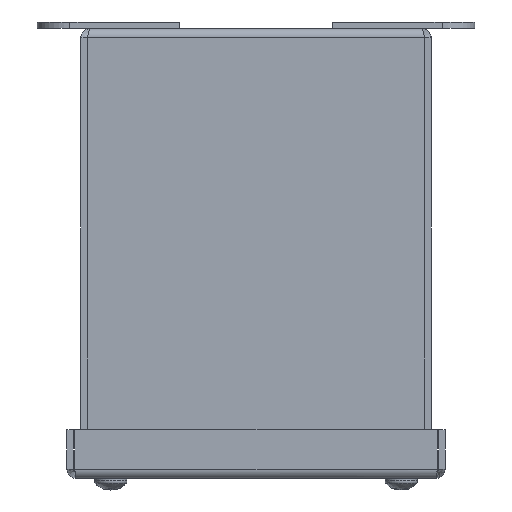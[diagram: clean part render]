
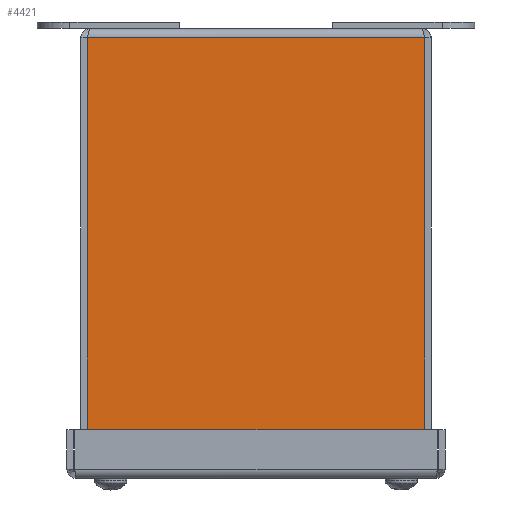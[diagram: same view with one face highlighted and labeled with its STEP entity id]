
A CAD part, left-side view. The second image highlights one B-rep face of the part: STEP entity #4421.
In plain terms, the highlighted face is planar.
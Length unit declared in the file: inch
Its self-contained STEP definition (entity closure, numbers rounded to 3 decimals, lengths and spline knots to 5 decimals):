
#648=FACE_OUTER_BOUND('',#942,.T.);
#942=EDGE_LOOP('',(#3485,#3486,#3487,#3488,#3489,#3490,#3491,#3492,#3493,
#3494,#3495,#3496));
#1272=LINE('',#7554,#1640);
#1287=LINE('',#7590,#1655);
#1290=LINE('',#7597,#1658);
#1294=LINE('',#7604,#1662);
#1296=LINE('',#7608,#1664);
#1297=LINE('',#7610,#1665);
#1298=LINE('',#7612,#1666);
#1299=LINE('',#7614,#1667);
#1300=LINE('',#7616,#1668);
#1301=LINE('',#7618,#1669);
#1302=LINE('',#7620,#1670);
#1303=LINE('',#7621,#1671);
#1640=VECTOR('',#5585,2.062);
#1655=VECTOR('',#5624,0.0002);
#1658=VECTOR('',#5629,0.03145);
#1662=VECTOR('',#5635,0.0002);
#1664=VECTOR('',#5639,0.0002);
#1665=VECTOR('',#5640,0.0002);
#1666=VECTOR('',#5641,0.03145);
#1667=VECTOR('',#5642,0.89409);
#1668=VECTOR('',#5643,4.63075);
#1669=VECTOR('',#5644,3.85059);
#1670=VECTOR('',#5645,4.63075);
#1671=VECTOR('',#5646,0.89409);
#2046=VERTEX_POINT('',#7551);
#2047=VERTEX_POINT('',#7553);
#2056=VERTEX_POINT('',#7589);
#2058=VERTEX_POINT('',#7595);
#2059=VERTEX_POINT('',#7596);
#2062=VERTEX_POINT('',#7607);
#2063=VERTEX_POINT('',#7609);
#2064=VERTEX_POINT('',#7611);
#2065=VERTEX_POINT('',#7613);
#2066=VERTEX_POINT('',#7615);
#2067=VERTEX_POINT('',#7617);
#2068=VERTEX_POINT('',#7619);
#2535=EDGE_CURVE('',#2047,#2046,#1272,.T.);
#2553=EDGE_CURVE('',#2056,#2047,#1287,.T.);
#2556=EDGE_CURVE('',#2058,#2059,#1290,.T.);
#2560=EDGE_CURVE('',#2059,#2056,#1294,.T.);
#2562=EDGE_CURVE('',#2046,#2062,#1296,.T.);
#2563=EDGE_CURVE('',#2062,#2063,#1297,.T.);
#2564=EDGE_CURVE('',#2063,#2064,#1298,.T.);
#2565=EDGE_CURVE('',#2065,#2064,#1299,.T.);
#2566=EDGE_CURVE('',#2066,#2065,#1300,.T.);
#2567=EDGE_CURVE('',#2066,#2067,#1301,.T.);
#2568=EDGE_CURVE('',#2068,#2067,#1302,.T.);
#2569=EDGE_CURVE('',#2058,#2068,#1303,.T.);
#3485=ORIENTED_EDGE('',*,*,#2556,.T.);
#3486=ORIENTED_EDGE('',*,*,#2560,.T.);
#3487=ORIENTED_EDGE('',*,*,#2553,.T.);
#3488=ORIENTED_EDGE('',*,*,#2535,.T.);
#3489=ORIENTED_EDGE('',*,*,#2562,.T.);
#3490=ORIENTED_EDGE('',*,*,#2563,.T.);
#3491=ORIENTED_EDGE('',*,*,#2564,.T.);
#3492=ORIENTED_EDGE('',*,*,#2565,.F.);
#3493=ORIENTED_EDGE('',*,*,#2566,.F.);
#3494=ORIENTED_EDGE('',*,*,#2567,.T.);
#3495=ORIENTED_EDGE('',*,*,#2568,.F.);
#3496=ORIENTED_EDGE('',*,*,#2569,.F.);
#4018=PLANE('',#4776);
#4421=ADVANCED_FACE('',(#648),#4018,.F.);
#4776=AXIS2_PLACEMENT_3D('',#7606,#5637,#5638);
#5585=DIRECTION('',(0.,-1.,0.));
#5624=DIRECTION('',(0.,0.,1.));
#5629=DIRECTION('',(0.,0.,-1.));
#5635=DIRECTION('',(0.,-1.,0.));
#5637=DIRECTION('center_axis',(-1.,0.,0.));
#5638=DIRECTION('ref_axis',(0.,0.,1.));
#5639=DIRECTION('',(0.,0.,-1.));
#5640=DIRECTION('',(0.,-1.,0.));
#5641=DIRECTION('',(0.,0.,1.));
#5642=DIRECTION('',(0.,1.,0.));
#5643=DIRECTION('',(0.,0.,1.));
#5644=DIRECTION('',(0.,1.,0.));
#5645=DIRECTION('',(0.,0.,-1.));
#5646=DIRECTION('',(0.,1.,0.));
#7551=CARTESIAN_POINT('',(4.,0.969,4.70475));
#7553=CARTESIAN_POINT('',(4.,3.031,4.70475));
#7554=CARTESIAN_POINT('',(4.,2.5155,4.70475));
#7589=CARTESIAN_POINT('',(4.,3.031,4.70455));
#7590=CARTESIAN_POINT('',(4.,3.031,3.54114));
#7595=CARTESIAN_POINT('',(4.,3.0312,4.736));
#7596=CARTESIAN_POINT('',(4.,3.0312,4.70455));
#7597=CARTESIAN_POINT('',(4.,3.0312,3.55686));
#7604=CARTESIAN_POINT('',(4.,2.5156,4.70455));
#7606=CARTESIAN_POINT('Origin',(4.,2.,2.37772));
#7607=CARTESIAN_POINT('',(4.,0.969,4.70455));
#7608=CARTESIAN_POINT('',(4.,0.969,3.55686));
#7609=CARTESIAN_POINT('',(4.,0.9688,4.70455));
#7610=CARTESIAN_POINT('',(4.,1.4845,4.70455));
#7611=CARTESIAN_POINT('',(4.,0.9688,4.736));
#7612=CARTESIAN_POINT('',(4.,0.9688,3.54114));
#7613=CARTESIAN_POINT('',(4.,0.07471,4.736));
#7614=CARTESIAN_POINT('',(4.,0.07471,4.736));
#7615=CARTESIAN_POINT('',(4.,0.07471,0.10525));
#7616=CARTESIAN_POINT('',(4.,0.07471,0.10525));
#7617=CARTESIAN_POINT('',(4.,3.92529,0.10525));
#7618=CARTESIAN_POINT('',(4.,2.,0.10525));
#7619=CARTESIAN_POINT('',(4.,3.92529,4.736));
#7620=CARTESIAN_POINT('',(4.,3.92529,0.10525));
#7621=CARTESIAN_POINT('',(4.,0.07471,4.736));
